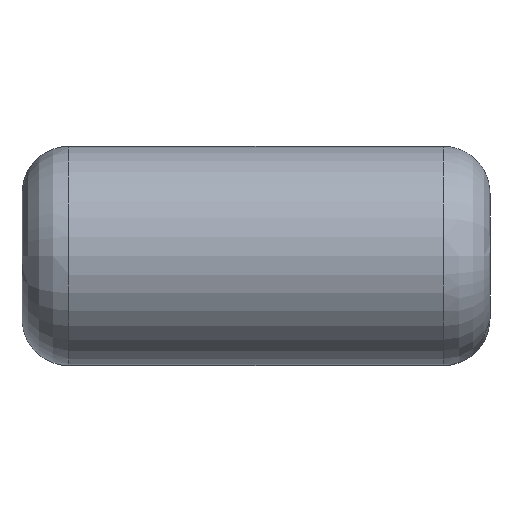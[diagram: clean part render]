
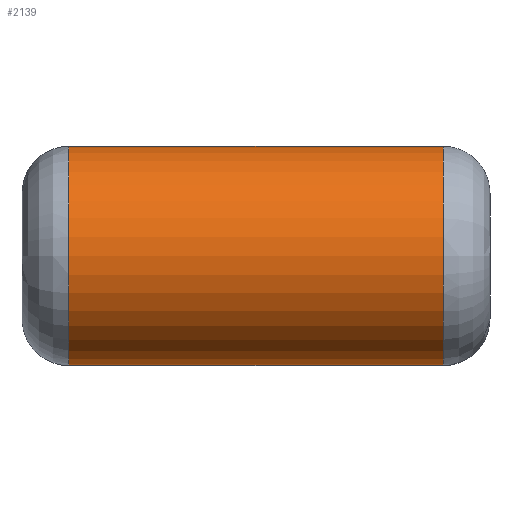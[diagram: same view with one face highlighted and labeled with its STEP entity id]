
A CAD part, top view. The second image highlights one B-rep face of the part: STEP entity #2139.
In plain terms, the highlighted cylindrical face has radius 2.95 mm (diameter 5.9 mm), a partial arc.
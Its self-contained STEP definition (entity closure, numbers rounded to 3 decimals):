
#1737=CARTESIAN_POINT('',(5.04,2.95,11.05));
#1738=VERTEX_POINT('',#1737);
#1787=CARTESIAN_POINT('',(-5.04,2.95,11.05));
#1788=VERTEX_POINT('',#1787);
#1908=CARTESIAN_POINT('',(5.04,-2.95,11.05));
#1909=VERTEX_POINT('',#1908);
#1981=CARTESIAN_POINT('',(-0.0,2.95,11.05));
#1982=DIRECTION('',(-1.0,0.0,0.0));
#1983=VECTOR('',#1982,1.0);
#1984=LINE('',#1981,#1983);
#1985=EDGE_CURVE('n� 72',#1738,#1788,#1984,.T.);
#2040=CARTESIAN_POINT('',(-5.04,-2.95,11.05));
#2041=VERTEX_POINT('',#2040);
#2065=CARTESIAN_POINT('',(0.0,-2.95,11.05));
#2066=DIRECTION('',(1.0,0.0,0.0));
#2067=VECTOR('',#2066,1.0);
#2068=LINE('',#2065,#2067);
#2069=EDGE_CURVE('n� 10',#2041,#1909,#2068,.T.);
#2086=CARTESIAN_POINT('',(5.04,-0.0,11.05));
#2087=DIRECTION('',(-1.0,-0.0,-0.0));
#2088=DIRECTION('',(0.0,1.0,0.0));
#2089=AXIS2_PLACEMENT_3D('',#2086,#2087,#2088);
#2090=CIRCLE('',#2089,2.95);
#2091=EDGE_CURVE('n� 14',#1909,#1738,#2090,.T.);
#2106=CARTESIAN_POINT('',(-5.04,-0.0,11.05));
#2107=DIRECTION('',(1.0,0.0,0.0));
#2108=DIRECTION('',(0.0,1.0,0.0));
#2109=AXIS2_PLACEMENT_3D('',#2106,#2107,#2108);
#2110=CIRCLE('',#2109,2.95);
#2111=EDGE_CURVE('n� 21',#1788,#2041,#2110,.T.);
#2128=ORIENTED_EDGE('',*,*,#2091,.T.);
#2129=ORIENTED_EDGE('',*,*,#1985,.T.);
#2130=ORIENTED_EDGE('',*,*,#2111,.T.);
#2131=ORIENTED_EDGE('',*,*,#2069,.T.);
#2132=EDGE_LOOP('',(#2128,#2129,#2130,#2131));
#2133=FACE_OUTER_BOUND('',#2132,.T.);
#2134=CARTESIAN_POINT('',(0.0,-0.0,11.05));
#2135=DIRECTION('',(1.0,0.0,0.0));
#2136=DIRECTION('',(0.0,1.0,0.0));
#2137=AXIS2_PLACEMENT_3D('',#2134,#2135,#2136);
#2138=CYLINDRICAL_SURFACE('',#2137,2.95);
#2139=ADVANCED_FACE('n� 2',(#2133),#2138,.T.);
